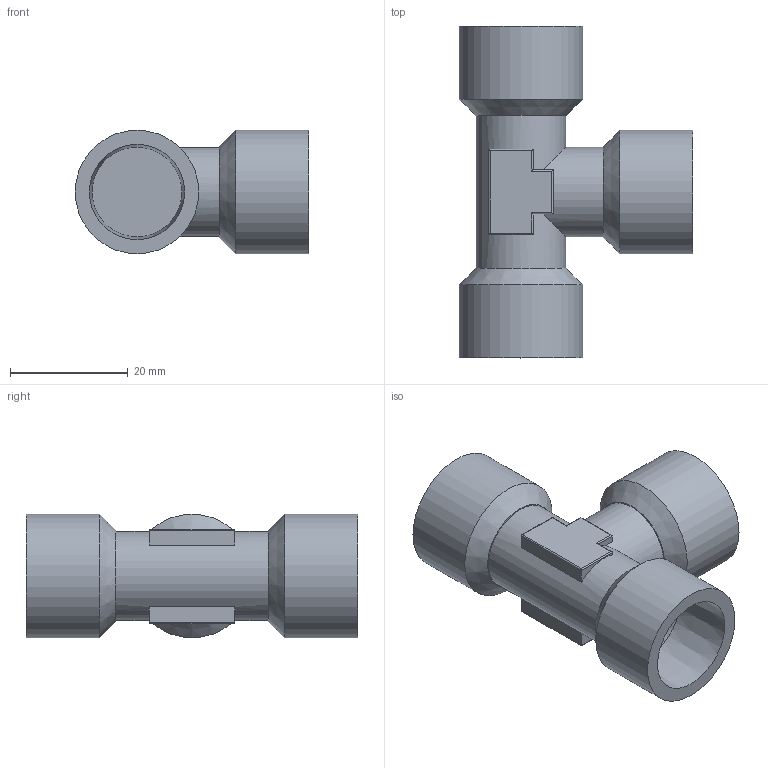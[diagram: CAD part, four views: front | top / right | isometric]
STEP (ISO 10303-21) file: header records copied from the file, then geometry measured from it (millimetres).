
FILE_DESCRIPTION(/* description */ ('Unknown'),/* implementation_level */ '2;1');
FILE_NAME(/* name */ 'A11.3;8',/* time_stamp */ '2019-02-13T09:59:23-05:00',/* author */ ('Unknown'),/* organization */ ('Unknown'),/* preprocessor_version */ 'ST-DEVELOPER v16.7',/* originating_system */ 'DEX',/* authorisation */ $);
FILE_SCHEMA (('AUTOMOTIVE_DESIGN {1 0 10303 214 3 1 1}'));
Length unit declared in the file: millimetre
Products named in the file (1): A11.3;8
Bounding box: 39.7 x 56.4 x 21 mm (x, y, z)
Volume: 14669.2 mm3; surface area: 7413.4 mm2
Topology: 1 solids, 1 shells, 57 faces, 131 edges, 82 vertices
Faces by surface type: plane 27, cylinder 24, cone 6
Full cylindrical faces by diameter (mm): 15.15 x2, 15.281 x3, 21 x3
Entity records: 1875 total; most frequent: DIRECTION 272, CARTESIAN_POINT 238, ORIENTED_EDGE 214, EDGE_CURVE 107, AXIS2_PLACEMENT_3D 107, EDGE_LOOP 78, FACE_BOUND 78, VERTEX_POINT 73
